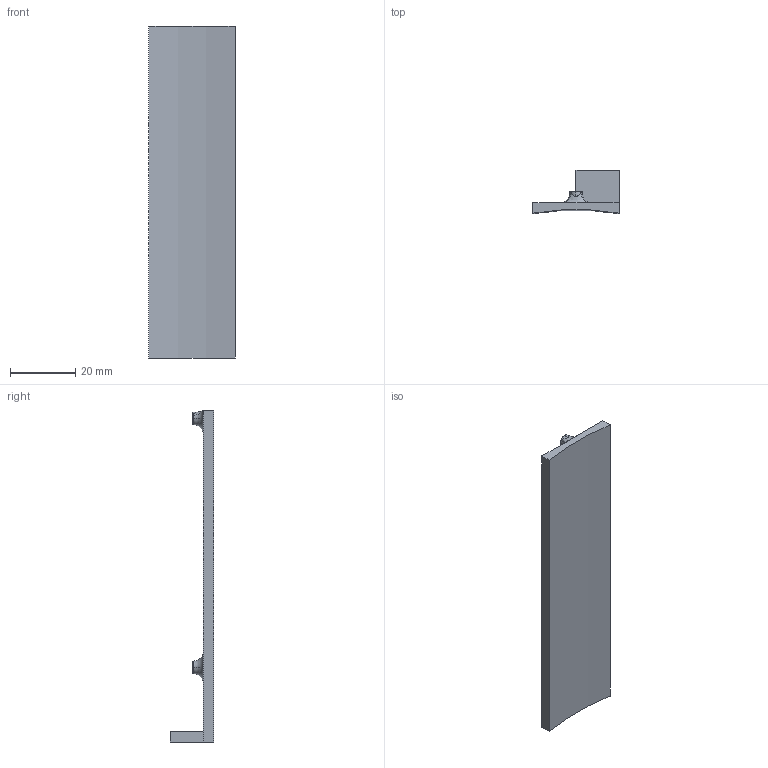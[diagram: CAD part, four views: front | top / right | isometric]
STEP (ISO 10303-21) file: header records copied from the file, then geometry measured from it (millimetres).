
FILE_DESCRIPTION (( 'STEP AP214' ), '1' );
FILE_NAME ('GPS Pod Mk2 Central Sled.STEP', '2024-02-09T02:34:53', ( '' ), ( '' ), 'SwSTEP 2.0', 'SolidWorks 2023', '' );
FILE_SCHEMA (( 'AUTOMOTIVE_DESIGN' ));
Length unit declared in the file: inch
Products named in the file (1): GPS Pod Mk2 Central Sled
Bounding box: 26.42 x 13.28 x 101.6 mm (x, y, z)
Volume: 6966.8 mm3; surface area: 6583.7 mm2
Topology: 1 solids, 1 shells, 27 faces, 64 edges, 42 vertices
Faces by surface type: plane 12, cylinder 9, torus 5, bspline 1
Entity records: 941 total; most frequent: CARTESIAN_POINT 261, DIRECTION 149, ORIENTED_EDGE 128, EDGE_CURVE 64, AXIS2_PLACEMENT_3D 60, VERTEX_POINT 42, CIRCLE 33, EDGE_LOOP 30
